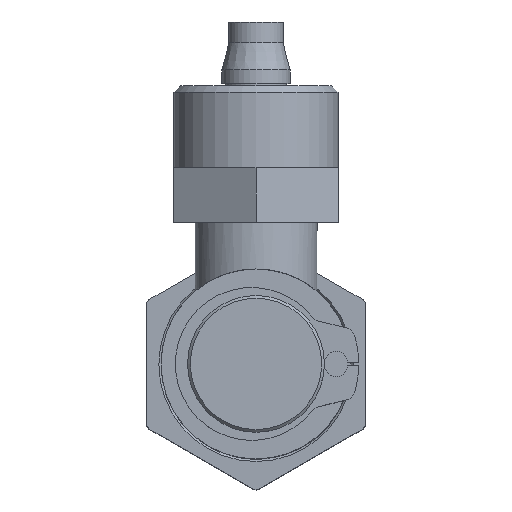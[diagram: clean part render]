
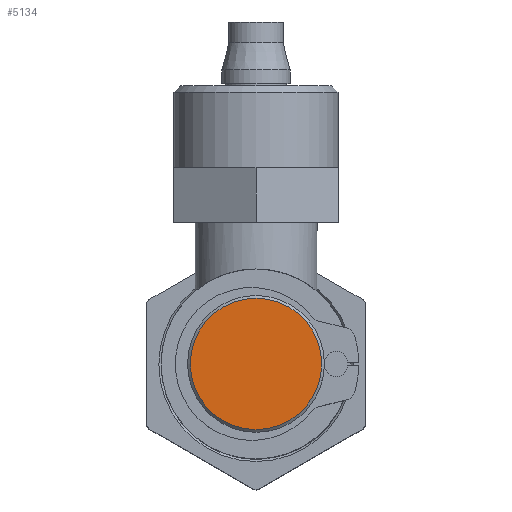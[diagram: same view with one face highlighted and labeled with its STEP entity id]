
A CAD part, top view. The second image highlights one B-rep face of the part: STEP entity #5134.
In plain terms, the highlighted planar face has unit normal (0, 0, 1).
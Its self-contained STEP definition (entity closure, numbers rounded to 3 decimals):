
#502=PLANE('',#5507);
#715=FACE_OUTER_BOUND('',#1005,.T.);
#1005=EDGE_LOOP('',(#3863));
#1737=CIRCLE('',#5503,4.8);
#2154=VERTEX_POINT('',#13837);
#2851=EDGE_CURVE('',#2154,#2154,#1737,.T.);
#3863=ORIENTED_EDGE('',*,*,#2851,.F.);
#5134=ADVANCED_FACE('',(#715),#502,.T.);
#5503=AXIS2_PLACEMENT_3D('',#13838,#6273,#6274);
#5507=AXIS2_PLACEMENT_3D('',#13846,#6283,#6284);
#6273=DIRECTION('center_axis',(0.,0.,-1.));
#6274=DIRECTION('ref_axis',(1.,0.,0.));
#6283=DIRECTION('center_axis',(0.,0.,1.));
#6284=DIRECTION('ref_axis',(1.,0.,0.));
#13837=CARTESIAN_POINT('',(-4.8,0.,86.));
#13838=CARTESIAN_POINT('Origin',(0.,0.,86.));
#13846=CARTESIAN_POINT('Origin',(0.,0.,86.));
